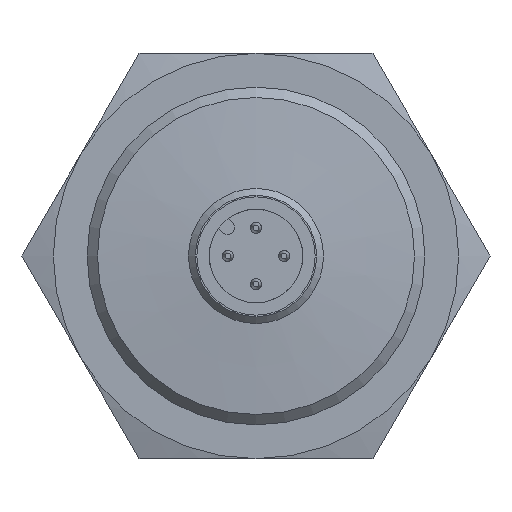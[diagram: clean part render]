
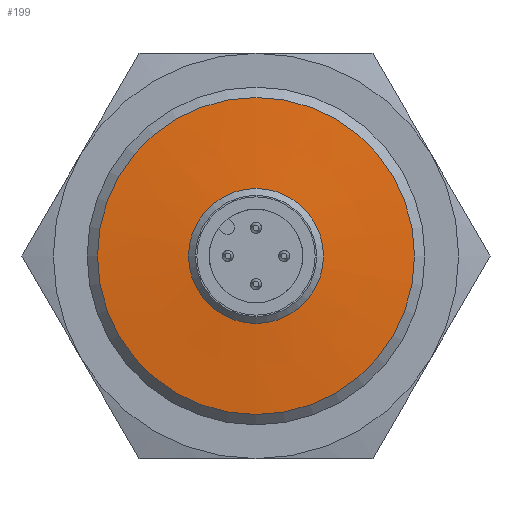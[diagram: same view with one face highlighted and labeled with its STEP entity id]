
A CAD part, left-side view. The second image highlights one B-rep face of the part: STEP entity #199.
In plain terms, the highlighted conical face has half-angle 85.033 degrees and reference radius 5.75 mm.
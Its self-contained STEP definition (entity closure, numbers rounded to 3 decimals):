
#199 = ADVANCED_FACE( '', ( #304, #305 ), #306, .T. );
#304 = FACE_OUTER_BOUND( '', #476, .T. );
#305 = FACE_BOUND( '', #477, .T. );
#306 = CONICAL_SURFACE( '', #478, 5.75, 1.484 );
#476 = EDGE_LOOP( '', ( #692 ) );
#477 = EDGE_LOOP( '', ( #693 ) );
#478 = AXIS2_PLACEMENT_3D( '', #694, #695, #696 );
#692 = ORIENTED_EDGE( '', *, *, #1005, .F. );
#693 = ORIENTED_EDGE( '', *, *, #1004, .T. );
#694 = CARTESIAN_POINT( '', ( 17.186, 0., 0. ) );
#695 = DIRECTION( '', ( 1., 0., 0. ) );
#696 = DIRECTION( '', ( 0., 0., -1. ) );
#1004 = EDGE_CURVE( '', #1126, #1126, #1127, .T. );
#1005 = EDGE_CURVE( '', #1128, #1128, #1129, .T. );
#1126 = VERTEX_POINT( '', #1722 );
#1127 = CIRCLE( '', #1723, 5.75 );
#1128 = VERTEX_POINT( '', #1724 );
#1129 = CIRCLE( '', #1725, 14.08 );
#1722 = CARTESIAN_POINT( '', ( 17.186, 0., -5.75 ) );
#1723 = AXIS2_PLACEMENT_3D( '', #2012, #2013, #2014 );
#1724 = CARTESIAN_POINT( '', ( 17.91, 0., -14.08 ) );
#1725 = AXIS2_PLACEMENT_3D( '', #2015, #2016, #2017 );
#2012 = CARTESIAN_POINT( '', ( 17.186, 0., 0. ) );
#2013 = DIRECTION( '', ( 1., 0., 0. ) );
#2014 = DIRECTION( '', ( 0., 0., -1. ) );
#2015 = CARTESIAN_POINT( '', ( 17.91, 0., 0. ) );
#2016 = DIRECTION( '', ( 1., 0., 0. ) );
#2017 = DIRECTION( '', ( 0., 0., -1. ) );
